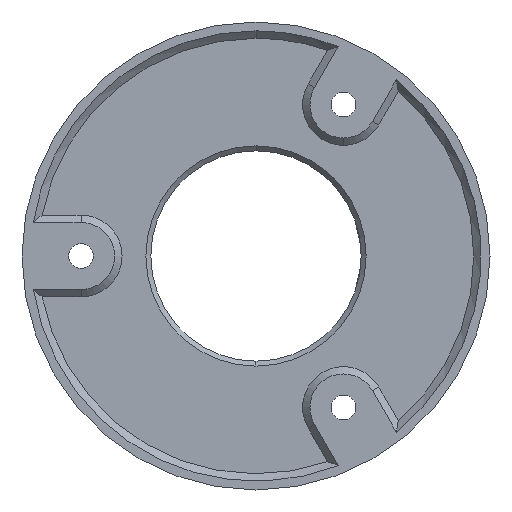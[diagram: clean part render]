
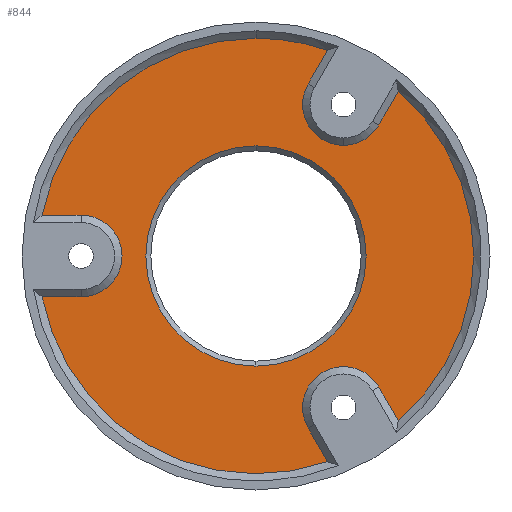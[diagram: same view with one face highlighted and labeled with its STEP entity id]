
A CAD part, left-side view. The second image highlights one B-rep face of the part: STEP entity #844.
In plain terms, the highlighted planar face has unit normal (-1, 0, 0).
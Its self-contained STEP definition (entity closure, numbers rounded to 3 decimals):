
#10 = CARTESIAN_POINT ( 'NONE',  ( 1.5, -17.75, 30.744 ) ) ;
#24 = EDGE_CURVE ( 'NONE', #821, #550, #1232, .T. ) ;
#33 = DIRECTION ( 'NONE',  ( 0., 0., -1. ) ) ;
#54 = CARTESIAN_POINT ( 'NONE',  ( 1.5, -10.562, 34.894 ) ) ;
#80 = EDGE_CURVE ( 'NONE', #615, #1201, #1668, .T. ) ;
#82 = EDGE_CURVE ( 'NONE', #550, #1191, #127, .T. ) ;
#107 = AXIS2_PLACEMENT_3D ( 'NONE', #1421, #977, #162 ) ;
#112 = ORIENTED_EDGE ( 'NONE', *, *, #1062, .T. ) ;
#127 = CIRCLE ( 'NONE', #614, 8.3 ) ;
#136 = CIRCLE ( 'NONE', #1395, 44.2 ) ;
#140 = EDGE_CURVE ( 'NONE', #1231, #615, #136, .T. ) ;
#141 = FACE_BOUND ( 'NONE', #1558, .T. ) ;
#147 = CIRCLE ( 'NONE', #1589, 44.2 ) ;
#149 = DIRECTION ( 'NONE',  ( 0., 0., -1. ) ) ;
#153 = CARTESIAN_POINT ( 'NONE',  ( 1.5, 0., 0. ) ) ;
#162 = DIRECTION ( 'NONE',  ( 0., 0., -1. ) ) ;
#169 = CARTESIAN_POINT ( 'NONE',  ( 1.5, -28.895, -33.447 ) ) ;
#173 = EDGE_CURVE ( 'NONE', #1080, #1480, #1121, .T. ) ;
#190 = ORIENTED_EDGE ( 'NONE', *, *, #988, .T. ) ;
#193 = EDGE_CURVE ( 'NONE', #1361, #1450, #809, .T. ) ;
#218 = EDGE_CURVE ( 'NONE', #1057, #1751, #1028, .T. ) ;
#242 = DIRECTION ( 'NONE',  ( 0., 0., -1. ) ) ;
#248 = AXIS2_PLACEMENT_3D ( 'NONE', #1223, #618, #929 ) ;
#261 = ORIENTED_EDGE ( 'NONE', *, *, #82, .T. ) ;
#285 = DIRECTION ( 'NONE',  ( 0., 0., -1. ) ) ;
#286 = CARTESIAN_POINT ( 'NONE',  ( 1.5, 1.687, -19.522 ) ) ;
#327 = AXIS2_PLACEMENT_3D ( 'NONE', #1484, #1203, #1579 ) ;
#343 = ORIENTED_EDGE ( 'NONE', *, *, #1508, .T. ) ;
#380 = LINE ( 'NONE', #557, #1300 ) ;
#412 = CARTESIAN_POINT ( 'NONE',  ( 1.5, -14.519, 41.747 ) ) ;
#439 = DIRECTION ( 'NONE',  ( 0., 1., 0. ) ) ;
#457 = DIRECTION ( 'NONE',  ( 1., 0., 0. ) ) ;
#475 = CARTESIAN_POINT ( 'NONE',  ( 1.5, 0., 44.2 ) ) ;
#486 = ORIENTED_EDGE ( 'NONE', *, *, #140, .T. ) ;
#487 = EDGE_CURVE ( 'NONE', #1201, #1057, #747, .T. ) ;
#499 = CARTESIAN_POINT ( 'NONE',  ( 1.5, -28.895, 33.447 ) ) ;
#527 = VERTEX_POINT ( 'NONE', #909 ) ;
#541 = VERTEX_POINT ( 'NONE', #475 ) ;
#550 = VERTEX_POINT ( 'NONE', #901 ) ;
#557 = CARTESIAN_POINT ( 'NONE',  ( 1.5, -17.75, 8.3 ) ) ;
#559 = DIRECTION ( 'NONE',  ( 1., 0., 0. ) ) ;
#613 = CARTESIAN_POINT ( 'NONE',  ( 1.5, 0., 0. ) ) ;
#614 = AXIS2_PLACEMENT_3D ( 'NONE', #726, #1258, #975 ) ;
#615 = VERTEX_POINT ( 'NONE', #499 ) ;
#618 = DIRECTION ( 'NONE',  ( 1., 0., 0. ) ) ;
#620 = EDGE_LOOP ( 'NONE', ( #933, #1239, #261, #112, #486, #1515, #958, #935, #343, #1068, #190, #1096, #762, #1585 ) ) ;
#624 = LINE ( 'NONE', #721, #841 ) ;
#628 = CARTESIAN_POINT ( 'NONE',  ( 1.5, -17.75, 22.444 ) ) ;
#648 = CIRCLE ( 'NONE', #1078, 44.2 ) ;
#660 = CARTESIAN_POINT ( 'NONE',  ( 1.5, 0., 0. ) ) ;
#665 = AXIS2_PLACEMENT_3D ( 'NONE', #153, #873, #1427 ) ;
#702 = CARTESIAN_POINT ( 'NONE',  ( 1.5, 43.414, 8.3 ) ) ;
#710 = CARTESIAN_POINT ( 'NONE',  ( 1.5, -24.938, -26.594 ) ) ;
#721 = CARTESIAN_POINT ( 'NONE',  ( 1.5, -17.75, -8.3 ) ) ;
#725 = EDGE_CURVE ( 'NONE', #1450, #1361, #1577, .T. ) ;
#726 = CARTESIAN_POINT ( 'NONE',  ( 1.5, -17.75, -30.744 ) ) ;
#739 = VECTOR ( 'NONE', #1797, 1000. ) ;
#744 = ORIENTED_EDGE ( 'NONE', *, *, #193, .T. ) ;
#747 = CIRCLE ( 'NONE', #1473, 8.3 ) ;
#762 = ORIENTED_EDGE ( 'NONE', *, *, #173, .T. ) ;
#808 = DIRECTION ( 'NONE',  ( 0., -0.5, 0.866 ) ) ;
#809 = CIRCLE ( 'NONE', #327, 22.35 ) ;
#819 = CARTESIAN_POINT ( 'NONE',  ( 1.5, 35.5, -8.3 ) ) ;
#821 = VERTEX_POINT ( 'NONE', #972 ) ;
#840 = DIRECTION ( 'NONE',  ( -1., 0., 0. ) ) ;
#841 = VECTOR ( 'NONE', #439, 1000. ) ;
#843 = CARTESIAN_POINT ( 'NONE',  ( 1.5, 16.063, -11.222 ) ) ;
#844 = ADVANCED_FACE ( 'NONE', ( #141, #1134 ), #1268, .F. ) ;
#860 = AXIS2_PLACEMENT_3D ( 'NONE', #660, #559, #242 ) ;
#873 = DIRECTION ( 'NONE',  ( -1., 0., 0. ) ) ;
#901 = CARTESIAN_POINT ( 'NONE',  ( 1.5, -10.562, -34.894 ) ) ;
#909 = CARTESIAN_POINT ( 'NONE',  ( 1.5, 43.414, -8.3 ) ) ;
#910 = CARTESIAN_POINT ( 'NONE',  ( 1.5, 35.5, 8.3 ) ) ;
#923 = EDGE_CURVE ( 'NONE', #527, #821, #1443, .T. ) ;
#929 = DIRECTION ( 'NONE',  ( 0., 0., -1. ) ) ;
#933 = ORIENTED_EDGE ( 'NONE', *, *, #923, .T. ) ;
#935 = ORIENTED_EDGE ( 'NONE', *, *, #218, .T. ) ;
#943 = DIRECTION ( 'NONE',  ( 0., -1., 0. ) ) ;
#958 = ORIENTED_EDGE ( 'NONE', *, *, #487, .T. ) ;
#972 = CARTESIAN_POINT ( 'NONE',  ( 1.5, -14.519, -41.747 ) ) ;
#974 = CARTESIAN_POINT ( 'NONE',  ( 1.5, -24.938, 26.594 ) ) ;
#975 = DIRECTION ( 'NONE',  ( 0., 0., -1. ) ) ;
#977 = DIRECTION ( 'NONE',  ( 1., 0., 0. ) ) ;
#988 = EDGE_CURVE ( 'NONE', #541, #1228, #648, .T. ) ;
#1028 = CIRCLE ( 'NONE', #248, 8.3 ) ;
#1038 = DIRECTION ( 'NONE',  ( 0., -0.5, -0.866 ) ) ;
#1057 = VERTEX_POINT ( 'NONE', #628 ) ;
#1062 = EDGE_CURVE ( 'NONE', #1191, #1231, #1738, .T. ) ;
#1068 = ORIENTED_EDGE ( 'NONE', *, *, #1180, .T. ) ;
#1078 = AXIS2_PLACEMENT_3D ( 'NONE', #1298, #1435, #1130 ) ;
#1080 = VERTEX_POINT ( 'NONE', #910 ) ;
#1096 = ORIENTED_EDGE ( 'NONE', *, *, #1510, .T. ) ;
#1105 = CARTESIAN_POINT ( 'NONE',  ( 1.5, -10.562, -34.894 ) ) ;
#1121 = CIRCLE ( 'NONE', #1772, 8.3 ) ;
#1130 = DIRECTION ( 'NONE',  ( 0., 0., -1. ) ) ;
#1134 = FACE_OUTER_BOUND ( 'NONE', #620, .T. ) ;
#1178 = VERTEX_POINT ( 'NONE', #412 ) ;
#1180 = EDGE_CURVE ( 'NONE', #1178, #541, #147, .T. ) ;
#1191 = VERTEX_POINT ( 'NONE', #710 ) ;
#1201 = VERTEX_POINT ( 'NONE', #974 ) ;
#1203 = DIRECTION ( 'NONE',  ( 1., 0., 0. ) ) ;
#1223 = CARTESIAN_POINT ( 'NONE',  ( 1.5, -17.75, 30.744 ) ) ;
#1228 = VERTEX_POINT ( 'NONE', #702 ) ;
#1231 = VERTEX_POINT ( 'NONE', #169 ) ;
#1232 = LINE ( 'NONE', #1105, #739 ) ;
#1236 = DIRECTION ( 'NONE',  ( 1., 0., 0. ) ) ;
#1237 = LINE ( 'NONE', #843, #1393 ) ;
#1238 = VECTOR ( 'NONE', #1267, 1000. ) ;
#1239 = ORIENTED_EDGE ( 'NONE', *, *, #24, .T. ) ;
#1258 = DIRECTION ( 'NONE',  ( 1., 0., 0. ) ) ;
#1267 = DIRECTION ( 'NONE',  ( 0., 0.5, -0.866 ) ) ;
#1268 = PLANE ( 'NONE',  #107 ) ;
#1283 = CARTESIAN_POINT ( 'NONE',  ( 1.5, 0., 0. ) ) ;
#1298 = CARTESIAN_POINT ( 'NONE',  ( 1.5, 0., 0. ) ) ;
#1300 = VECTOR ( 'NONE', #943, 1000. ) ;
#1321 = EDGE_CURVE ( 'NONE', #1480, #527, #624, .T. ) ;
#1361 = VERTEX_POINT ( 'NONE', #1541 ) ;
#1393 = VECTOR ( 'NONE', #808, 1000. ) ;
#1395 = AXIS2_PLACEMENT_3D ( 'NONE', #1283, #840, #33 ) ;
#1421 = CARTESIAN_POINT ( 'NONE',  ( 1.5, -17.75, -30.744 ) ) ;
#1427 = DIRECTION ( 'NONE',  ( 0., 0., -1. ) ) ;
#1435 = DIRECTION ( 'NONE',  ( -1., 0., 0. ) ) ;
#1443 = CIRCLE ( 'NONE', #665, 44.2 ) ;
#1450 = VERTEX_POINT ( 'NONE', #1809 ) ;
#1473 = AXIS2_PLACEMENT_3D ( 'NONE', #10, #1236, #149 ) ;
#1480 = VERTEX_POINT ( 'NONE', #819 ) ;
#1484 = CARTESIAN_POINT ( 'NONE',  ( 1.5, 0., 0. ) ) ;
#1488 = VECTOR ( 'NONE', #1038, 1000. ) ;
#1508 = EDGE_CURVE ( 'NONE', #1751, #1178, #1237, .T. ) ;
#1510 = EDGE_CURVE ( 'NONE', #1228, #1080, #380, .T. ) ;
#1515 = ORIENTED_EDGE ( 'NONE', *, *, #80, .T. ) ;
#1541 = CARTESIAN_POINT ( 'NONE',  ( 1.5, 0., -22.35 ) ) ;
#1558 = EDGE_LOOP ( 'NONE', ( #1565, #744 ) ) ;
#1565 = ORIENTED_EDGE ( 'NONE', *, *, #725, .T. ) ;
#1577 = CIRCLE ( 'NONE', #860, 22.35 ) ;
#1579 = DIRECTION ( 'NONE',  ( 0., 0., -1. ) ) ;
#1585 = ORIENTED_EDGE ( 'NONE', *, *, #1321, .T. ) ;
#1589 = AXIS2_PLACEMENT_3D ( 'NONE', #613, #1673, #285 ) ;
#1617 = CARTESIAN_POINT ( 'NONE',  ( 1.5, -24.938, -26.594 ) ) ;
#1628 = CARTESIAN_POINT ( 'NONE',  ( 1.5, 35.5, 0. ) ) ;
#1668 = LINE ( 'NONE', #286, #1238 ) ;
#1673 = DIRECTION ( 'NONE',  ( -1., 0., 0. ) ) ;
#1718 = DIRECTION ( 'NONE',  ( 0., 0., -1. ) ) ;
#1738 = LINE ( 'NONE', #1617, #1488 ) ;
#1751 = VERTEX_POINT ( 'NONE', #54 ) ;
#1772 = AXIS2_PLACEMENT_3D ( 'NONE', #1628, #457, #1718 ) ;
#1797 = DIRECTION ( 'NONE',  ( 0., 0.5, 0.866 ) ) ;
#1809 = CARTESIAN_POINT ( 'NONE',  ( 1.5, 0., 22.35 ) ) ;
